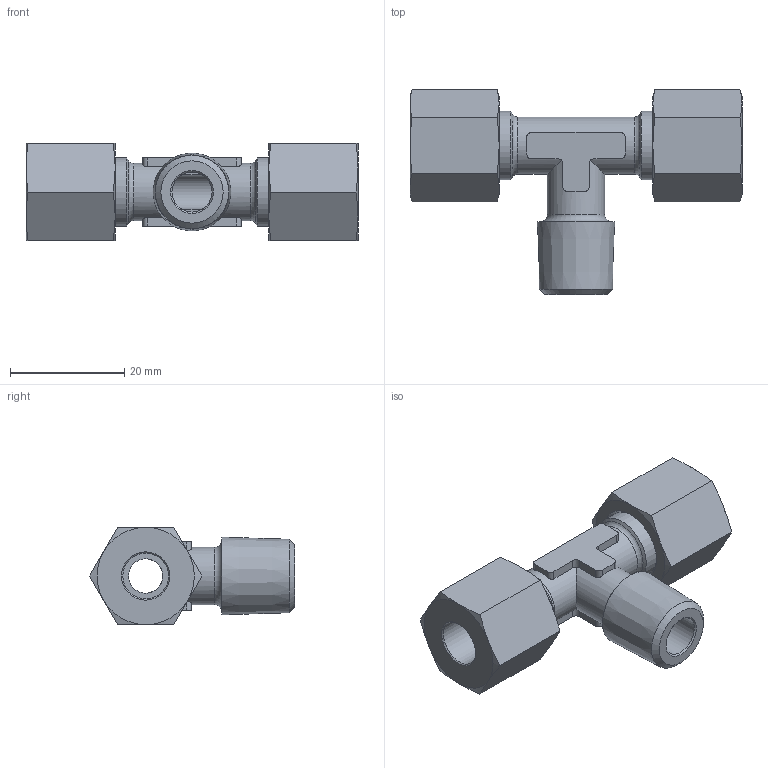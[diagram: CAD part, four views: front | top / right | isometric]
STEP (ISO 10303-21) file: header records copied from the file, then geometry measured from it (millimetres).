
FILE_DESCRIPTION(( 'OX.19.08.14.stp' ), '1');
FILE_NAME( 'OX.19.08.14.stp', '2021-03-02T09:20:28',( 'Sopra'),('sopra-pneumatic.com'), 'SwSTEP 2.0','SolidWorks 2009','' );
FILE_SCHEMA( ( 'CONFIG_CONTROL_DESIGN' ) );
Length unit declared in the file: millimetre
Products named in the file (1): _TEV-08LRK 1.4 708.3701.170.20
Bounding box: 58 x 35.81 x 17 mm (x, y, z)
Volume: 9523.6 mm3; surface area: 6253.8 mm2
Topology: 1 solids, 1 shells, 100 faces, 243 edges, 149 vertices
Faces by surface type: plane 40, cone 33, cylinder 24, torus 3
Full cylindrical faces by diameter (mm): 6 x1, 7 x1, 8 x2, 10 x2, 12 x2
Entity records: 3018 total; most frequent: CARTESIAN_POINT 825, ORIENTED_EDGE 434, DIRECTION 424, EDGE_CURVE 217, AXIS2_PLACEMENT_3D 176, VERTEX_POINT 145, EDGE_LOOP 130, FACE_OUTER_BOUND 111
